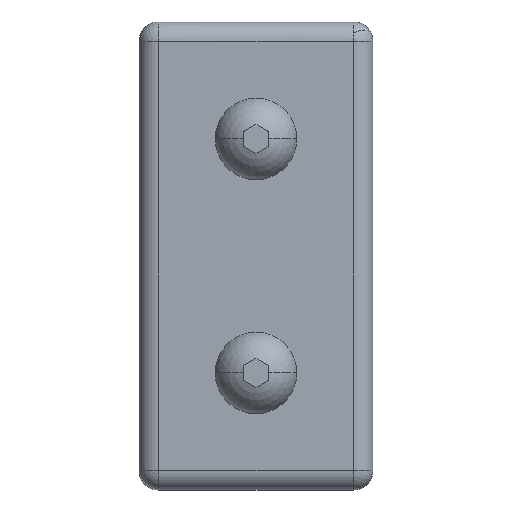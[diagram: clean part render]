
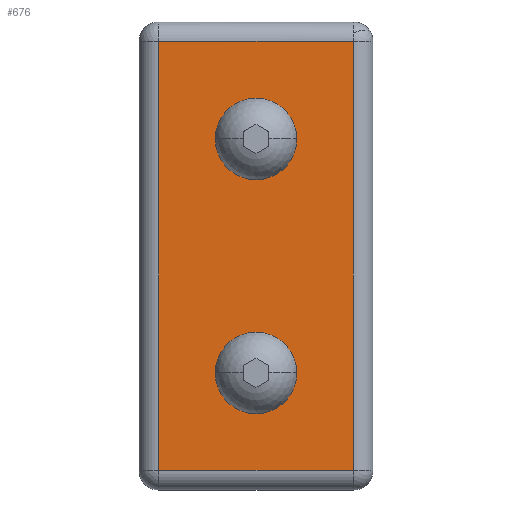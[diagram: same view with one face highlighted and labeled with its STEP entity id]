
A CAD part, top view. The second image highlights one B-rep face of the part: STEP entity #676.
In plain terms, the highlighted planar face has unit normal (0, 0, 1).
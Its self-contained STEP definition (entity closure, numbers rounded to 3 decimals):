
#130=CARTESIAN_POINT('',(-0.922,0.75,0.188));
#131=VERTEX_POINT('',#130);
#140=CARTESIAN_POINT('',(-0.578,0.75,0.188));
#141=VERTEX_POINT('',#140);
#142=CARTESIAN_POINT('',(-0.75,0.75,0.188));
#143=DIRECTION('',(0.0,0.0,-1.0));
#144=DIRECTION('',(-1.0,0.0,0.0));
#145=AXIS2_PLACEMENT_3D('',#142,#143,#144);
#146=CIRCLE('',#145,0.172);
#147=EDGE_CURVE('',#141,#131,#146,.T.);
#172=CARTESIAN_POINT('',(-0.922,-0.75,0.188));
#173=VERTEX_POINT('',#172);
#182=CARTESIAN_POINT('',(-0.578,-0.75,0.188));
#183=VERTEX_POINT('',#182);
#184=CARTESIAN_POINT('',(-0.75,-0.75,0.188));
#185=DIRECTION('',(0.0,0.0,-1.0));
#186=DIRECTION('',(-1.0,0.0,0.0));
#187=AXIS2_PLACEMENT_3D('',#184,#185,#186);
#188=CIRCLE('',#187,0.172);
#189=EDGE_CURVE('',#183,#173,#188,.T.);
#259=CARTESIAN_POINT('',(-0.125,1.375,0.188));
#260=VERTEX_POINT('',#259);
#304=CARTESIAN_POINT('',(-1.375,1.375,0.188));
#305=VERTEX_POINT('',#304);
#330=CARTESIAN_POINT('',(-0.125,-1.375,0.188));
#331=VERTEX_POINT('',#330);
#363=CARTESIAN_POINT('',(-1.375,-1.375,0.188));
#364=VERTEX_POINT('',#363);
#438=CARTESIAN_POINT('',(-0.125,-1.375,0.188));
#439=DIRECTION('',(-1.0,0.0,0.0));
#440=VECTOR('',#439,1.25);
#441=LINE('',#438,#440);
#442=EDGE_CURVE('',#331,#364,#441,.T.);
#460=CARTESIAN_POINT('',(-1.375,-1.375,0.188));
#461=DIRECTION('',(0.0,1.0,0.0));
#462=VECTOR('',#461,2.75);
#463=LINE('',#460,#462);
#464=EDGE_CURVE('',#364,#305,#463,.T.);
#514=CARTESIAN_POINT('',(-0.125,1.375,0.188));
#515=DIRECTION('',(0.0,-1.0,0.0));
#516=VECTOR('',#515,2.75);
#517=LINE('',#514,#516);
#518=EDGE_CURVE('',#260,#331,#517,.T.);
#569=CARTESIAN_POINT('',(-1.375,1.375,0.188));
#570=DIRECTION('',(1.0,0.0,0.0));
#571=VECTOR('',#570,1.25);
#572=LINE('',#569,#571);
#573=EDGE_CURVE('',#305,#260,#572,.T.);
#645=CARTESIAN_POINT('',(-1.5,1.5,0.188));
#646=DIRECTION('',(0.0,0.0,1.0));
#647=DIRECTION('',(0.0,1.0,0.0));
#648=AXIS2_PLACEMENT_3D('',#645,#646,#647);
#649=PLANE('',#648);
#650=ORIENTED_EDGE('',*,*,#442,.F.);
#651=ORIENTED_EDGE('',*,*,#518,.F.);
#652=ORIENTED_EDGE('',*,*,#573,.F.);
#653=ORIENTED_EDGE('',*,*,#464,.F.);
#654=EDGE_LOOP('',(#650,#651,#652,#653));
#655=FACE_OUTER_BOUND('',#654,.T.);
#656=CARTESIAN_POINT('',(-0.75,0.75,0.188));
#657=DIRECTION('',(0.0,0.0,-1.0));
#658=DIRECTION('',(-1.0,0.0,0.0));
#659=AXIS2_PLACEMENT_3D('',#656,#657,#658);
#660=CIRCLE('',#659,0.172);
#661=EDGE_CURVE('',#131,#141,#660,.T.);
#662=ORIENTED_EDGE('',*,*,#661,.T.);
#663=ORIENTED_EDGE('',*,*,#147,.T.);
#664=EDGE_LOOP('',(#662,#663));
#665=FACE_BOUND('',#664,.T.);
#666=CARTESIAN_POINT('',(-0.75,-0.75,0.188));
#667=DIRECTION('',(0.0,0.0,-1.0));
#668=DIRECTION('',(-1.0,0.0,0.0));
#669=AXIS2_PLACEMENT_3D('',#666,#667,#668);
#670=CIRCLE('',#669,0.172);
#671=EDGE_CURVE('',#173,#183,#670,.T.);
#672=ORIENTED_EDGE('',*,*,#671,.T.);
#673=ORIENTED_EDGE('',*,*,#189,.T.);
#674=EDGE_LOOP('',(#672,#673));
#675=FACE_BOUND('',#674,.T.);
#676=ADVANCED_FACE('',(#655,#665,#675),#649,.T.);
